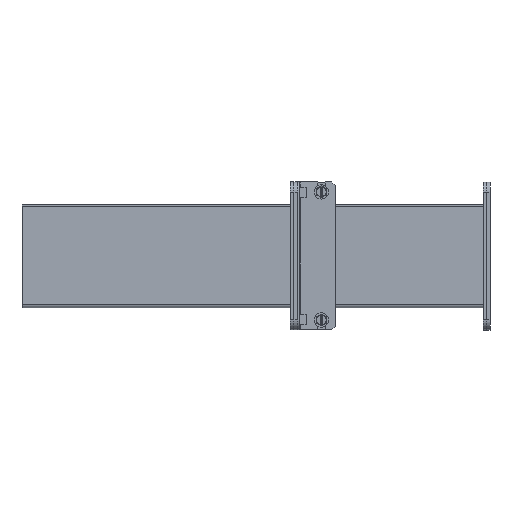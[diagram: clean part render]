
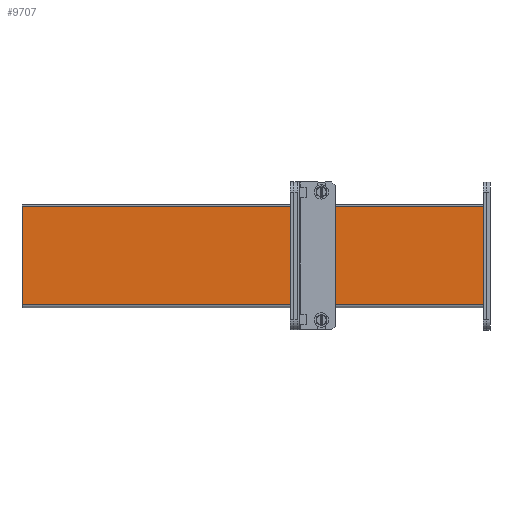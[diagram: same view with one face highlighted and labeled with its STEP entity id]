
A CAD part, left-side view. The second image highlights one B-rep face of the part: STEP entity #9707.
In plain terms, the highlighted planar face has unit normal (-1, 0, 0).
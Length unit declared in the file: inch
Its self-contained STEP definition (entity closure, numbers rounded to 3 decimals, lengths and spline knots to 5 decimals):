
#934 = CARTESIAN_POINT ( 'NONE',  ( 0., 8.375, 0.108 ) ) ;
#1089 = EDGE_CURVE ( 'NONE', #5113, #3514, #8332, .T. ) ;
#1260 = DIRECTION ( 'NONE',  ( 0., 1., 0. ) ) ;
#2262 = VERTEX_POINT ( 'NONE', #934 ) ;
#2526 = CARTESIAN_POINT ( 'NONE',  ( 0., 8.375, 3.688 ) ) ;
#3139 = DIRECTION ( 'NONE',  ( 0., 0., -1. ) ) ;
#3514 = VERTEX_POINT ( 'NONE', #2526 ) ;
#3880 = DIRECTION ( 'NONE',  ( -1., 0., 0. ) ) ;
#4939 = VECTOR ( 'NONE', #1260, 39.37008 ) ;
#4981 = VECTOR ( 'NONE', #12811, 39.37008 ) ;
#5113 = VERTEX_POINT ( 'NONE', #13519 ) ;
#5800 = LINE ( 'NONE', #9228, #15549 ) ;
#5806 = LINE ( 'NONE', #8259, #4981 ) ;
#7005 = ORIENTED_EDGE ( 'NONE', *, *, #10193, .T. ) ;
#7452 = LINE ( 'NONE', #8731, #11078 ) ;
#7686 = DIRECTION ( 'NONE',  ( 0., 0., 1. ) ) ;
#8259 = CARTESIAN_POINT ( 'NONE',  ( 0., 8.375, 0.108 ) ) ;
#8332 = LINE ( 'NONE', #9851, #4939 ) ;
#8731 = CARTESIAN_POINT ( 'NONE',  ( 0., 8.375, 3.688 ) ) ;
#9228 = CARTESIAN_POINT ( 'NONE',  ( 0., -8.375, 3.688 ) ) ;
#9707 = ADVANCED_FACE ( 'NONE', ( #14700 ), #10160, .T. ) ;
#9797 = EDGE_LOOP ( 'NONE', ( #15084, #7005, #10925, #12542 ) ) ;
#9851 = CARTESIAN_POINT ( 'NONE',  ( 0., 8.375, 3.688 ) ) ;
#9871 = AXIS2_PLACEMENT_3D ( 'NONE', #13743, #3880, #7686 ) ;
#9885 = VERTEX_POINT ( 'NONE', #14045 ) ;
#10160 = PLANE ( 'NONE',  #9871 ) ;
#10193 = EDGE_CURVE ( 'NONE', #2262, #9885, #5806, .T. ) ;
#10925 = ORIENTED_EDGE ( 'NONE', *, *, #13867, .T. ) ;
#11078 = VECTOR ( 'NONE', #3139, 39.37008 ) ;
#12419 = EDGE_CURVE ( 'NONE', #3514, #2262, #7452, .T. ) ;
#12542 = ORIENTED_EDGE ( 'NONE', *, *, #1089, .T. ) ;
#12811 = DIRECTION ( 'NONE',  ( 0., -1., 0. ) ) ;
#12891 = DIRECTION ( 'NONE',  ( 0., 0., 1. ) ) ;
#13519 = CARTESIAN_POINT ( 'NONE',  ( 0., -8.375, 3.688 ) ) ;
#13743 = CARTESIAN_POINT ( 'NONE',  ( 0., 8.375, 3.688 ) ) ;
#13867 = EDGE_CURVE ( 'NONE', #9885, #5113, #5800, .T. ) ;
#14045 = CARTESIAN_POINT ( 'NONE',  ( 0., -8.375, 0.108 ) ) ;
#14700 = FACE_OUTER_BOUND ( 'NONE', #9797, .T. ) ;
#15084 = ORIENTED_EDGE ( 'NONE', *, *, #12419, .T. ) ;
#15549 = VECTOR ( 'NONE', #12891, 39.37008 ) ;
